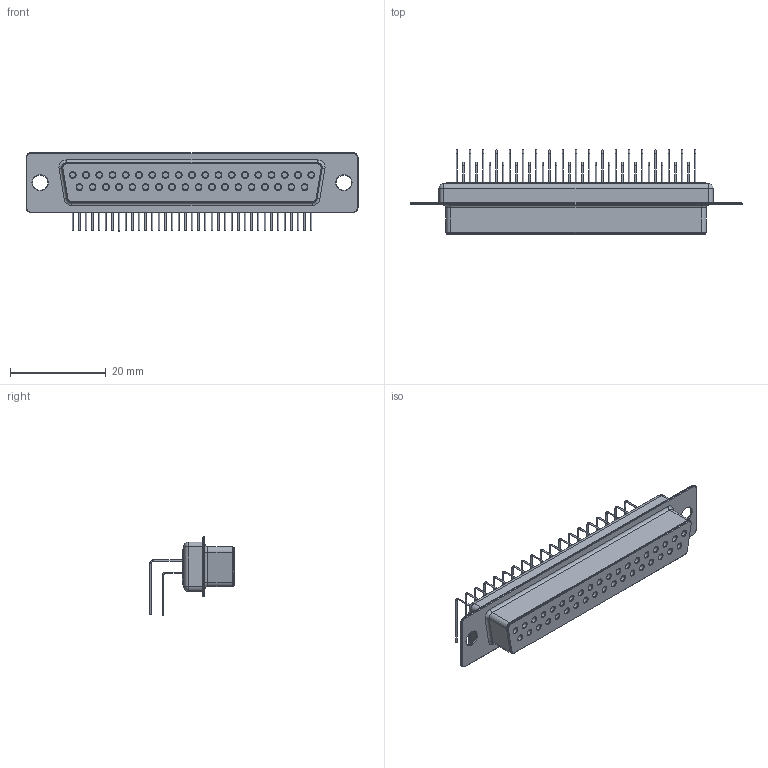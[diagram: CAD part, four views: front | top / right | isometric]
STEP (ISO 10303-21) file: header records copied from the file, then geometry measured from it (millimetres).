
FILE_DESCRIPTION(/* description */ ('model of DSUB-37_Female_Horizontal_P2.77x2.54mm_EdgePinOffset9.40mm'),/* implementation_level */ '2;1');
FILE_NAME(/* name */ 'DSUB-37_Female_Horizontal_P2.77x2.54mm_EdgePinOffset9.40mm.step',/* time_stamp */ '2019-01-05T14:16:35',/* author */ ('kicad StepUp','ksu'),/* organization */ ('FreeCAD'),/* preprocessor_version */ 'OCC',/* originating_system */ 'kicad StepUp',/* authorisation */ '');
FILE_SCHEMA(('AUTOMOTIVE_DESIGN { 1 0 10303 214 1 1 1 1 }'));
Length unit declared in the file: millimetre
Products named in the file (1): DSUB_70_female
Bounding box: 69.4 x 17.59 x 16.4 mm (x, y, z)
Volume: 5213.5 mm3; surface area: 5736.9 mm2
Topology: 1 solids, 1 shells, 403 faces, 871 edges, 510 vertices
Faces by surface type: cylinder 186, plane 74, torus 53, cone 45, revolution 41, sphere 4
Full cylindrical faces by diameter (mm): 0.3 x111, 1.2 x37, 3.2 x2
Entity records: 9058 total; most frequent: CARTESIAN_POINT 1939, ORIENTED_EDGE 1460, AXIS2_PLACEMENT_3D 869, EDGE_CURVE 867, FACE_BOUND 595, EDGE_LOOP 595, CIRCLE 552, VERTEX_POINT 510
